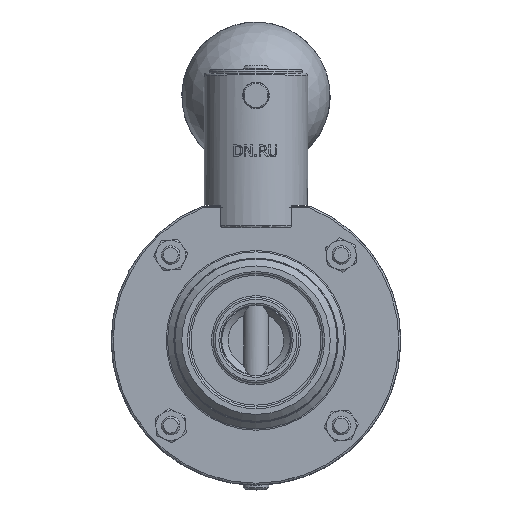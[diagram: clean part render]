
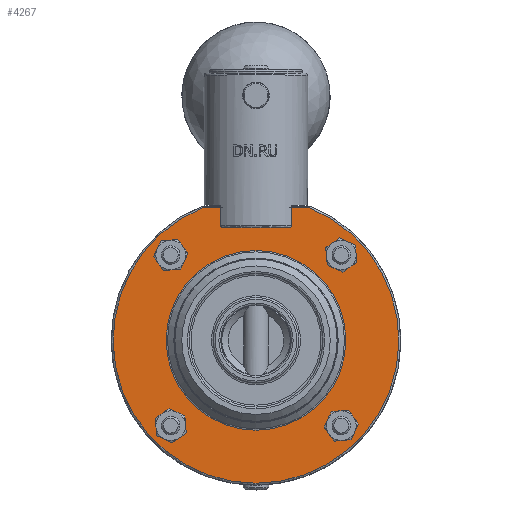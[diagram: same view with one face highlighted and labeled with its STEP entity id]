
A CAD part, top view. The second image highlights one B-rep face of the part: STEP entity #4267.
In plain terms, the highlighted planar face has unit normal (0, 0, 1).
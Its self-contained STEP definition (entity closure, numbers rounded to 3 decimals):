
#151=FACE_BOUND('',#1129,.T.);
#152=FACE_BOUND('',#1130,.T.);
#153=FACE_BOUND('',#1131,.T.);
#154=FACE_BOUND('',#1132,.T.);
#155=FACE_BOUND('',#1133,.T.);
#276=LINE('',#7775,#493);
#493=VECTOR('',#5476,10.);
#654=PLANE('',#4748);
#860=FACE_OUTER_BOUND('',#1128,.T.);
#1128=EDGE_LOOP('',(#3103,#3104));
#1129=EDGE_LOOP('',(#3105));
#1130=EDGE_LOOP('',(#3106));
#1131=EDGE_LOOP('',(#3107));
#1132=EDGE_LOOP('',(#3108));
#1133=EDGE_LOOP('',(#3109));
#1435=CIRCLE('',#4741,38.5);
#1440=CIRCLE('',#4749,2.5);
#1441=CIRCLE('',#4750,2.5);
#1442=CIRCLE('',#4751,2.5);
#1443=CIRCLE('',#4752,2.5);
#1444=CIRCLE('',#4753,24.207);
#1886=VERTEX_POINT('',#7744);
#1891=VERTEX_POINT('',#7758);
#1896=VERTEX_POINT('',#7789);
#1897=VERTEX_POINT('',#7791);
#1898=VERTEX_POINT('',#7793);
#1899=VERTEX_POINT('',#7795);
#1900=VERTEX_POINT('',#7797);
#2350=EDGE_CURVE('',#1886,#1891,#1435,.T.);
#2352=EDGE_CURVE('',#1891,#1886,#276,.T.);
#2360=EDGE_CURVE('',#1896,#1896,#1440,.T.);
#2361=EDGE_CURVE('',#1897,#1897,#1441,.T.);
#2362=EDGE_CURVE('',#1898,#1898,#1442,.T.);
#2363=EDGE_CURVE('',#1899,#1899,#1443,.T.);
#2364=EDGE_CURVE('',#1900,#1900,#1444,.T.);
#3103=ORIENTED_EDGE('',*,*,#2350,.F.);
#3104=ORIENTED_EDGE('',*,*,#2352,.F.);
#3105=ORIENTED_EDGE('',*,*,#2360,.T.);
#3106=ORIENTED_EDGE('',*,*,#2361,.T.);
#3107=ORIENTED_EDGE('',*,*,#2362,.T.);
#3108=ORIENTED_EDGE('',*,*,#2363,.T.);
#3109=ORIENTED_EDGE('',*,*,#2364,.F.);
#4267=ADVANCED_FACE('',(#860,#151,#152,#153,#154,#155),#654,.T.);
#4741=AXIS2_PLACEMENT_3D('',#7759,#5472,#5473);
#4748=AXIS2_PLACEMENT_3D('',#7788,#5490,#5491);
#4749=AXIS2_PLACEMENT_3D('',#7790,#5492,#5493);
#4750=AXIS2_PLACEMENT_3D('',#7792,#5494,#5495);
#4751=AXIS2_PLACEMENT_3D('',#7794,#5496,#5497);
#4752=AXIS2_PLACEMENT_3D('',#7796,#5498,#5499);
#4753=AXIS2_PLACEMENT_3D('',#7798,#5500,#5501);
#5472=DIRECTION('center_axis',(0.,0.,-1.));
#5473=DIRECTION('ref_axis',(0.,-1.,0.));
#5476=DIRECTION('',(1.,0.,0.));
#5490=DIRECTION('center_axis',(0.,0.,1.));
#5491=DIRECTION('ref_axis',(1.,0.,0.));
#5492=DIRECTION('center_axis',(0.,0.,-1.));
#5493=DIRECTION('ref_axis',(-1.,0.,0.));
#5494=DIRECTION('center_axis',(0.,0.,-1.));
#5495=DIRECTION('ref_axis',(-1.,0.,0.));
#5496=DIRECTION('center_axis',(0.,0.,-1.));
#5497=DIRECTION('ref_axis',(-1.,0.,0.));
#5498=DIRECTION('center_axis',(0.,0.,-1.));
#5499=DIRECTION('ref_axis',(-1.,0.,0.));
#5500=DIRECTION('center_axis',(0.,0.,1.));
#5501=DIRECTION('ref_axis',(-1.,0.,0.));
#7744=CARTESIAN_POINT('',(14.414,35.7,10.1));
#7758=CARTESIAN_POINT('',(-14.414,35.7,10.1));
#7759=CARTESIAN_POINT('Origin',(0.,0.,10.1));
#7775=CARTESIAN_POINT('',(0.,35.7,10.1));
#7788=CARTESIAN_POINT('Origin',(0.,0.,10.1));
#7789=CARTESIAN_POINT('',(25.481,22.981,10.1));
#7790=CARTESIAN_POINT('Origin',(22.981,22.981,10.1));
#7791=CARTESIAN_POINT('',(-20.481,22.981,10.1));
#7792=CARTESIAN_POINT('Origin',(-22.981,22.981,10.1));
#7793=CARTESIAN_POINT('',(-20.481,-22.981,10.1));
#7794=CARTESIAN_POINT('Origin',(-22.981,-22.981,10.1));
#7795=CARTESIAN_POINT('',(25.481,-22.981,10.1));
#7796=CARTESIAN_POINT('Origin',(22.981,-22.981,10.1));
#7797=CARTESIAN_POINT('',(-24.207,0.,10.1));
#7798=CARTESIAN_POINT('Origin',(0.,0.,10.1));
